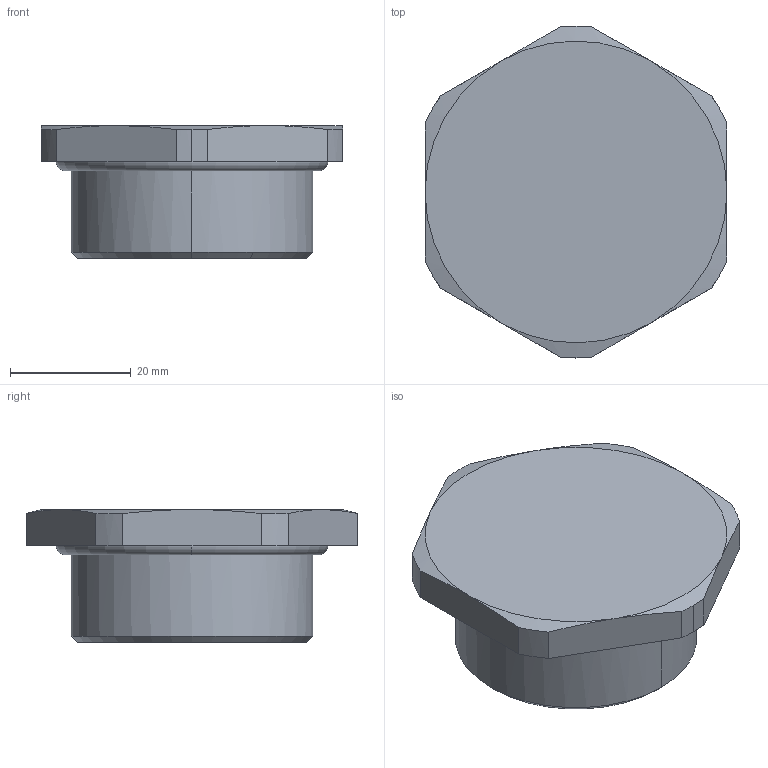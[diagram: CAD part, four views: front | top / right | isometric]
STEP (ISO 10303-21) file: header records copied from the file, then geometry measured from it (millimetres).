
FILE_DESCRIPTION(('CATIA V5 STEP Exchange','CAx-IF Rec.Pracs.--- Model Styling and Organization---1.4--- 2014-01-23'),'2;1');
FILE_NAME ('259271-1_2_1218980000_1218980000.stp','2020-12-21T02:42:25+00:00',('none'),('Weidmueller'),'CATIA Version 5-6 Release 2016 SP3 HF44','CATIA V5 STEP AP214','none');
FILE_SCHEMA(('AUTOMOTIVE_DESIGN { 1 0 10303 214 1 1 1 1 }'));
Length unit declared in the file: millimetre
Products named in the file (1): VP-HEX M40-Ex W
Bounding box: 50 x 55 x 22 mm (x, y, z)
Volume: 18665.6 mm3; surface area: 10460.2 mm2
Topology: 2 solids, 2 shells, 51 faces, 122 edges, 76 vertices
Faces by surface type: cylinder 16, cone 14, plane 11, torus 10
Entity records: 1503 total; most frequent: CARTESIAN_POINT 397, ORIENTED_EDGE 244, DIRECTION 172, EDGE_CURVE 122, AXIS2_PLACEMENT_3D 97, VERTEX_POINT 76, CIRCLE 58, EDGE_LOOP 54
